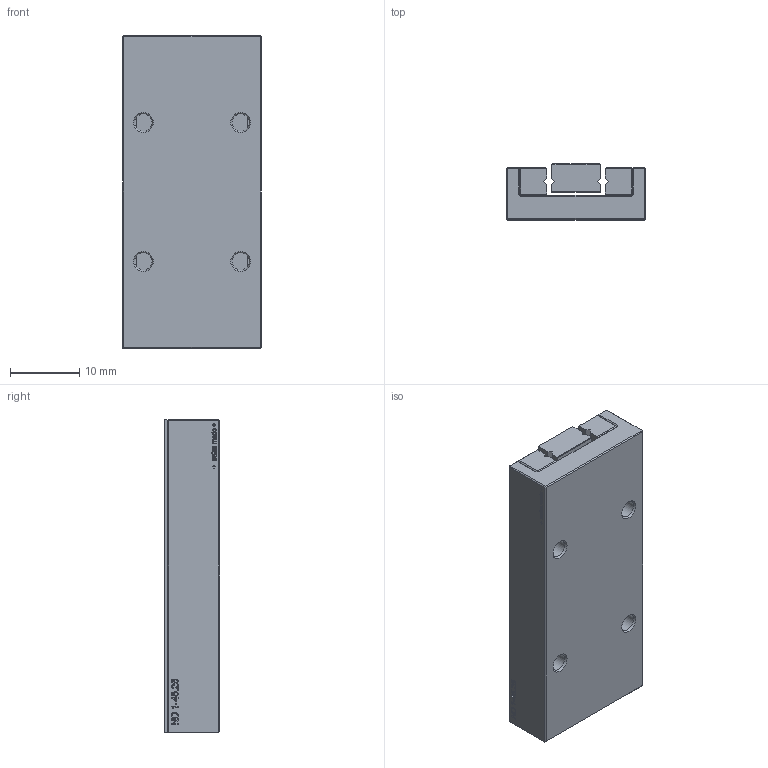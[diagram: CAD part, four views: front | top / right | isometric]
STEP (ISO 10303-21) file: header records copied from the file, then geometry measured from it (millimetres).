
FILE_DESCRIPTION(('FreeCAD Model'),'2;1');
FILE_NAME('ND 1-45.25.step', '2020-04-19T13:26:44',('Author'),(''), 'Open CASCADE STEP processor 6.8','FreeCAD','Unknown');
FILE_SCHEMA(('AUTOMOTIVE_DESIGN_CC2 { 1 2 10303 214 -1 1 5 4 }'));
Length unit declared in the file: millimetre
Products named in the file (3): ASSEMBLY; TT; DP
Assembly tree (2 placements, depth 2):
  ASSEMBLY
    TT
    DP
Bounding box: 20 x 8 x 45 mm (x, y, z)
Volume: 6293.6 mm3; surface area: 5696.9 mm2
Topology: 4 solids, 4 shells, 568 faces, 1528 edges, 990 vertices
Faces by surface type: plane 310, extrusion 246, cylinder 8, cone 4
Full cylindrical faces by diameter (mm): 2.5 x8
Entity records: 37839 total; most frequent: CARTESIAN_POINT 8761, DIRECTION 4488, VECTOR 3720, LINE 3474, ORIENTED_EDGE 3056, PCURVE 3056, DEFINITIONAL_REPRESENTATION 3056, EDGE_CURVE 1528
